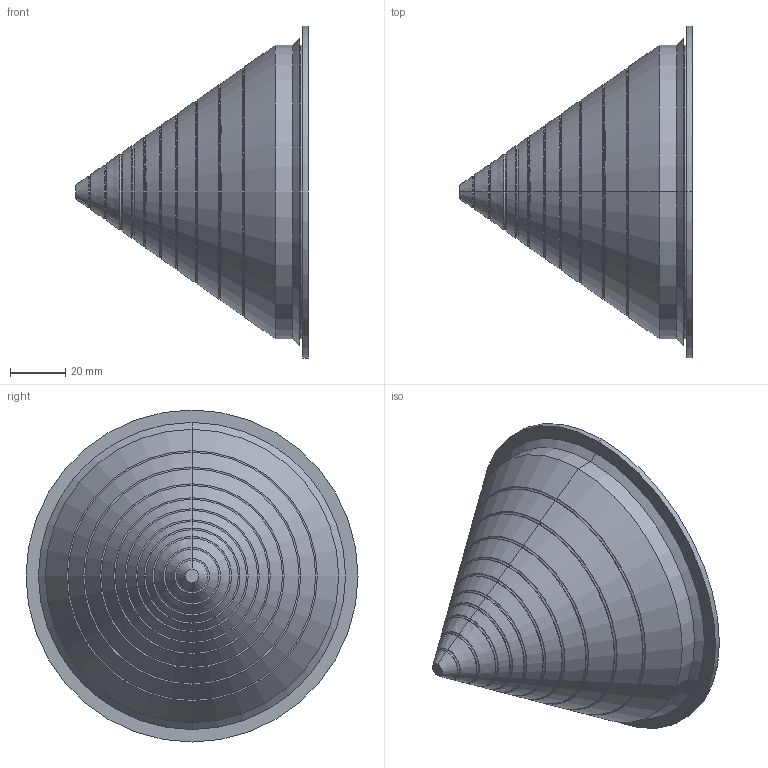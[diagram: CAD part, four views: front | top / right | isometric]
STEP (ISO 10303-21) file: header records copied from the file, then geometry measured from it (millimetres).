
FILE_DESCRIPTION (( 'STEP AP203' ), '1' );
FILE_NAME ('Dummy-PTG(0-95)-GROMMET.STEP', '2012-10-02T23:46:27', ( 'user' ), ( '' ), 'SwSTEP 2.0', 'SolidWorks 2012', '' );
FILE_SCHEMA (( 'CONFIG_CONTROL_DESIGN' ));
Length unit declared in the file: millimetre
Products named in the file (1): Dummy-PTG(0-95)-GROMMET
Bounding box: 84.12 x 120 x 120 mm (x, y, z)
Volume: 42687.9 mm3; surface area: 44987.8 mm2
Topology: 1 solids, 1 shells, 83 faces, 164 edges, 86 vertices
Faces by surface type: torus 42, cone 28, cylinder 8, plane 5
Entity records: 2203 total; most frequent: DIRECTION 460, CARTESIAN_POINT 334, ORIENTED_EDGE 328, AXIS2_PLACEMENT_3D 212, EDGE_CURVE 164, CIRCLE 128, VERTEX_POINT 86, EDGE_LOOP 86
